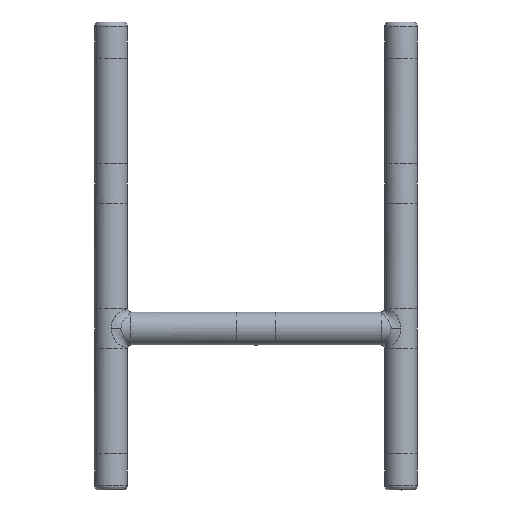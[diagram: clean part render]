
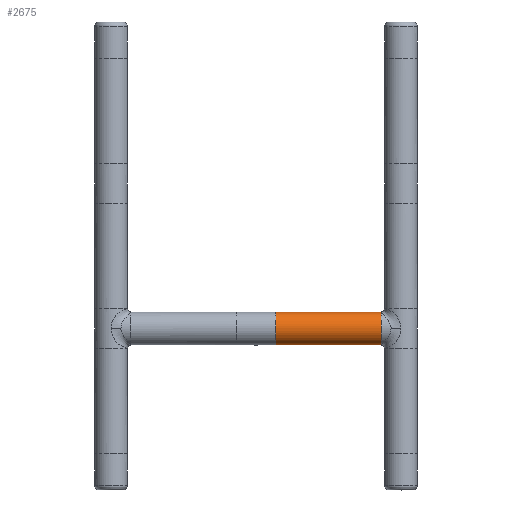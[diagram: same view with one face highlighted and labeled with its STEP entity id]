
A CAD part, top view. The second image highlights one B-rep face of the part: STEP entity #2675.
In plain terms, the highlighted cylindrical face has radius 12.5 mm (diameter 25 mm), a partial arc.
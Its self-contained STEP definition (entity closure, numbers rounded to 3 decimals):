
#2675=ADVANCED_FACE('',(#2970),#6893,.T.);
#2970=FACE_OUTER_BOUND('',#3275,.T.);
#3275=EDGE_LOOP('',(#3744,#3745,#3746,#3747));
#3744=ORIENTED_EDGE('',*,*,#5038,.T.);
#3745=ORIENTED_EDGE('',*,*,#5036,.F.);
#3746=ORIENTED_EDGE('',*,*,#5039,.T.);
#3747=ORIENTED_EDGE('',*,*,#5040,.T.);
#5036=EDGE_CURVE('',#6439,#6437,#5700,.T.);
#5038=EDGE_CURVE('',#6442,#6437,#6013,.T.);
#5039=EDGE_CURVE('',#6439,#6443,#6014,.T.);
#5040=EDGE_CURVE('',#6443,#6442,#5701,.T.);
#5700=(
BOUNDED_CURVE()
B_SPLINE_CURVE(2,(#16043,#16044,#16045,#16046,#16047),.UNSPECIFIED.,.F.,
 .F.)
B_SPLINE_CURVE_WITH_KNOTS((3,2,3),(0.,19.635,39.27),
 .UNSPECIFIED.)
CURVE()
GEOMETRIC_REPRESENTATION_ITEM()
RATIONAL_B_SPLINE_CURVE((1.,0.707,1.,0.707,1.))
REPRESENTATION_ITEM('')
);
#5701=(
BOUNDED_CURVE()
B_SPLINE_CURVE(2,(#16090,#16091,#16092,#16093,#16094),.UNSPECIFIED.,.F.,
 .F.)
B_SPLINE_CURVE_WITH_KNOTS((3,2,3),(0.,19.635,39.27),
 .UNSPECIFIED.)
CURVE()
GEOMETRIC_REPRESENTATION_ITEM()
RATIONAL_B_SPLINE_CURVE((1.,0.707,1.,0.707,1.))
REPRESENTATION_ITEM('')
);
#6013=B_SPLINE_CURVE_WITH_KNOTS('',1,(#16086,#16087),.UNSPECIFIED.,.F.,
 .F.,(2,2),(0.,79.6),.UNSPECIFIED.);
#6014=B_SPLINE_CURVE_WITH_KNOTS('',1,(#16088,#16089),.UNSPECIFIED.,.F.,
 .F.,(2,2),(0.,79.6),.UNSPECIFIED.);
#6437=VERTEX_POINT('',#15437);
#6439=VERTEX_POINT('',#15439);
#6442=VERTEX_POINT('',#15442);
#6443=VERTEX_POINT('',#15443);
#6893=CYLINDRICAL_SURFACE('',#7045,12.5);
#7045=AXIS2_PLACEMENT_3D('',#9659,#7237,$);
#7237=DIRECTION('',(1.,0.,0.));
#9659=CARTESIAN_POINT('',(164.85,109.899,0.));
#15437=CARTESIAN_POINT('',(204.75,97.399,0.));
#15439=CARTESIAN_POINT('',(204.75,122.399,0.));
#15442=CARTESIAN_POINT('',(124.975,97.399,0.));
#15443=CARTESIAN_POINT('',(124.975,122.399,0.));
#16043=CARTESIAN_POINT('',(204.75,122.399,0.));
#16044=CARTESIAN_POINT('',(204.75,122.399,12.5));
#16045=CARTESIAN_POINT('',(204.75,109.899,12.5));
#16046=CARTESIAN_POINT('',(204.75,97.399,12.5));
#16047=CARTESIAN_POINT('',(204.75,97.399,0.));
#16086=CARTESIAN_POINT('',(124.975,97.399,0.));
#16087=CARTESIAN_POINT('',(204.75,97.399,0.));
#16088=CARTESIAN_POINT('',(204.75,122.399,0.));
#16089=CARTESIAN_POINT('',(124.975,122.399,0.));
#16090=CARTESIAN_POINT('',(124.975,122.399,0.));
#16091=CARTESIAN_POINT('',(124.975,122.399,12.5));
#16092=CARTESIAN_POINT('',(124.975,109.899,12.5));
#16093=CARTESIAN_POINT('',(124.975,97.399,12.5));
#16094=CARTESIAN_POINT('',(124.975,97.399,0.));
